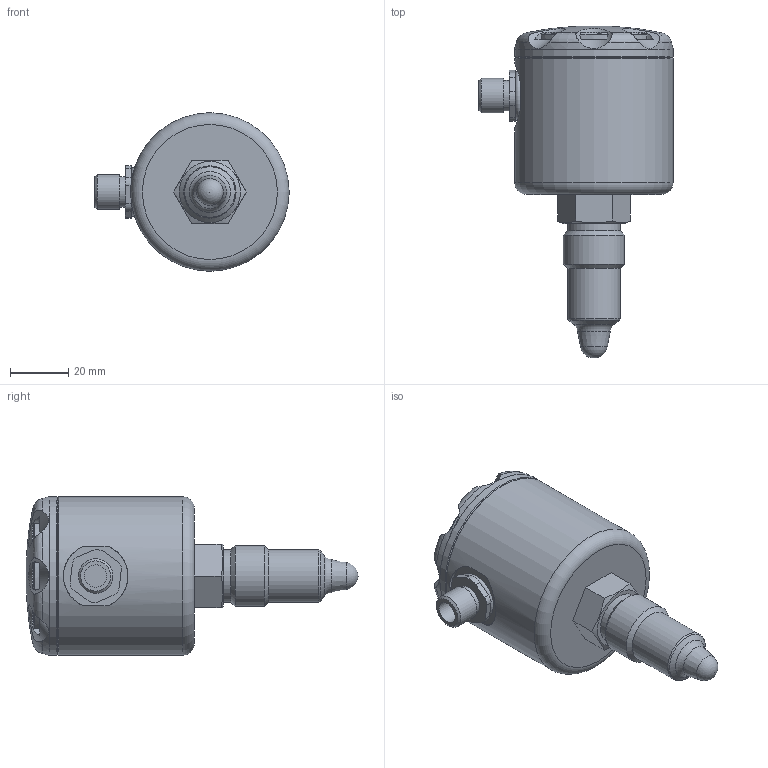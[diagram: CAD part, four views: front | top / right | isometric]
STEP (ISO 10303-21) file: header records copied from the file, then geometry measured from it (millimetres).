
FILE_DESCRIPTION( ( 'Unknown' ), '1' );
FILE_NAME( 'halv_tomme_M12_asm.stp', 'Unknown', ( 'Unknown' ), ( 'Unknown' ), 'PSStep 13.0', 'Unknown', ' ' );
FILE_SCHEMA( ( 'AUTOMOTIVE_DESIGN { 1 0 10303 214 1 1 1 1 }' ) );
Length unit declared in the file: millimetre
Products named in the file (1): 3031-049
Bounding box: 66.84 x 114.31 x 54.5 mm (x, y, z)
Surface area: 33441.1 mm2 (no closed solid volume)
Topology: 0 solids, 154 shells, 154 faces, 732 edges, 674 vertices
Faces by surface type: plane 57, cylinder 51, torus 27, cone 16, sphere 2, bspline 1
Full cylindrical faces by diameter (mm): 7.709 x1, 8 x1, 8.3 x1, 10.5 x1, 11.741 x1, 11.9 x1, 13 x1, 13.8 x2, 14 x1, 15.1 x1, 15.8 x1, 16 x1, 18 x2, 21 x1, 39.8 x1, 42.9 x2, 43 x1, 43.8 x1, 45 x1, 45.4 x1, 48.2 x1, 52.2 x1, 54.5 x2
Entity records: 10759 total; most frequent: CARTESIAN_POINT 4406, DIRECTION 1130, ORIENTED_EDGE 638, EDGE_CURVE 638, VERTEX_POINT 638, AXIS2_PLACEMENT_3D 500, CIRCLE 330, FACE_BOUND 241
